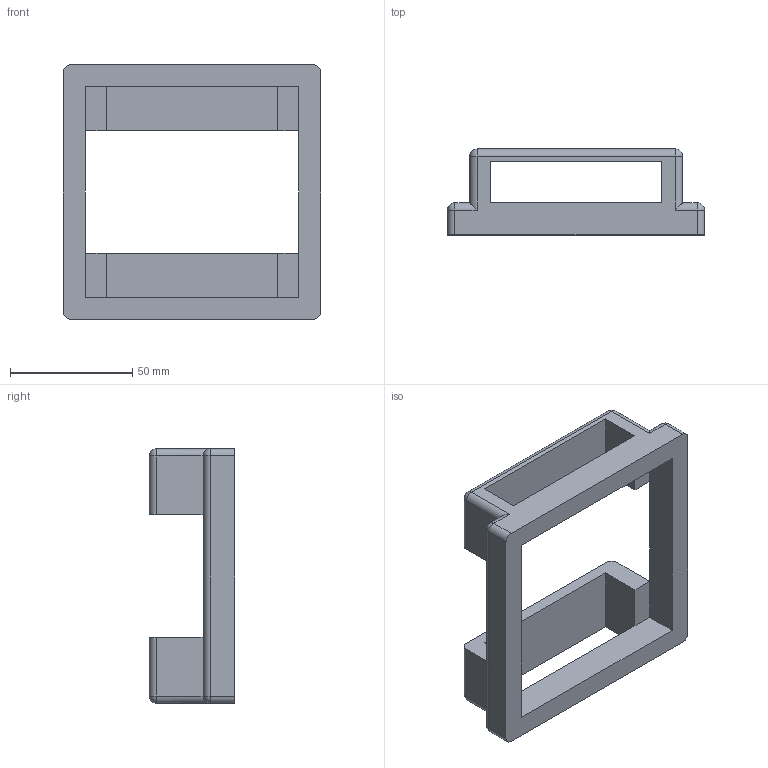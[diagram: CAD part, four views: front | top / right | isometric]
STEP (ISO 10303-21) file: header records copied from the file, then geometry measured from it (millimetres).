
FILE_DESCRIPTION(/* description */ (''),/* implementation_level */ '2;1');
FILE_NAME(/* name */ '',/* time_stamp */ '2024-04-20T19:02:58+08:00',/* author */ (''),/* organization */ (''),/* preprocessor_version */ 'ST-DEVELOPER v20',/* originating_system */ 'Autodesk Translation Framework v12.20.1.177',/* authorisation */ '');
FILE_SCHEMA (('AUTOMOTIVE_DESIGN { 1 0 10303 214 3 1 1 }'));
Length unit declared in the file: millimetre
Products named in the file (1): 灯具开关
Bounding box: 105 x 35 x 104 mm (x, y, z)
Volume: 82406.2 mm3; surface area: 31805.3 mm2
Topology: 1 solids, 1 shells, 59 faces, 144 edges, 82 vertices
Faces by surface type: plane 31, cylinder 20, sphere 8
Entity records: 1727 total; most frequent: DIRECTION 300, ORIENTED_EDGE 288, CARTESIAN_POINT 286, EDGE_CURVE 144, LINE 108, VECTOR 108, AXIS2_PLACEMENT_3D 96, VERTEX_POINT 82
